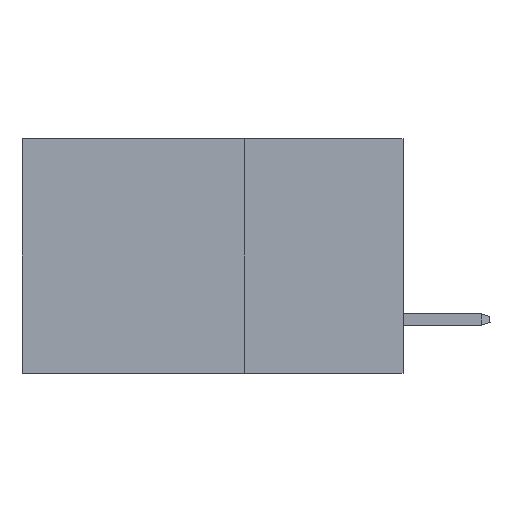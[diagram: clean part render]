
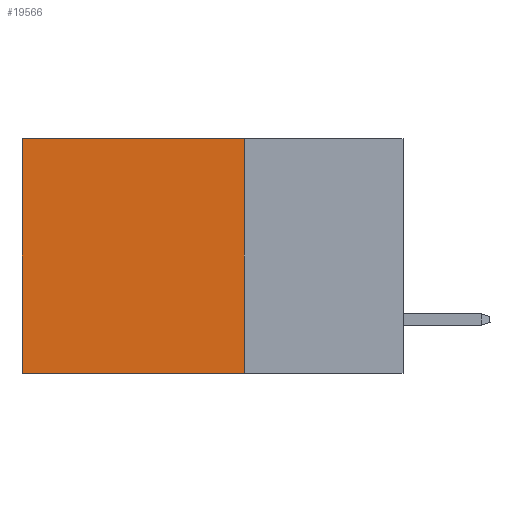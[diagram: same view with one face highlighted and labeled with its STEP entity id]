
A CAD part, left-side view. The second image highlights one B-rep face of the part: STEP entity #19566.
In plain terms, the highlighted planar face has unit normal (-1, 0, 0).
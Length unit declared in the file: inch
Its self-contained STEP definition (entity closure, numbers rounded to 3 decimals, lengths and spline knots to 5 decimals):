
#217 = EDGE_CURVE ( 'NONE', #8568, #18123, #13540, .T. ) ;
#872 = ORIENTED_EDGE ( 'NONE', *, *, #3255, .F. ) ;
#1512 = DIRECTION ( 'NONE',  ( 0., 1., 0. ) ) ;
#2364 = VECTOR ( 'NONE', #20273, 39.37008 ) ;
#2430 = CARTESIAN_POINT ( 'NONE',  ( 0.2875, 0.25, -0.37 ) ) ;
#2996 = EDGE_LOOP ( 'NONE', ( #9210, #872, #6732, #17953 ) ) ;
#3255 = EDGE_CURVE ( 'NONE', #18123, #3868, #7231, .T. ) ;
#3512 = LINE ( 'NONE', #3628, #16027 ) ;
#3628 = CARTESIAN_POINT ( 'NONE',  ( 0.2875, 0.6, 0. ) ) ;
#3748 = CARTESIAN_POINT ( 'NONE',  ( 0.2875, 0.25, 0. ) ) ;
#3868 = VERTEX_POINT ( 'NONE', #18362 ) ;
#3985 = EDGE_CURVE ( 'NONE', #17258, #3868, #3512, .T. ) ;
#6732 = ORIENTED_EDGE ( 'NONE', *, *, #217, .F. ) ;
#6905 = CARTESIAN_POINT ( 'NONE',  ( 0.2875, 0.25, 0. ) ) ;
#7231 = LINE ( 'NONE', #2430, #15680 ) ;
#7549 = CARTESIAN_POINT ( 'NONE',  ( 0.2875, 0.25, 0. ) ) ;
#8180 = CARTESIAN_POINT ( 'NONE',  ( 0.2875, 0.6, 0. ) ) ;
#8225 = PLANE ( 'NONE',  #16888 ) ;
#8568 = VERTEX_POINT ( 'NONE', #6905 ) ;
#9210 = ORIENTED_EDGE ( 'NONE', *, *, #3985, .T. ) ;
#9963 = DIRECTION ( 'NONE',  ( 0., 0., -1. ) ) ;
#9981 = DIRECTION ( 'NONE',  ( 1., 0., 0. ) ) ;
#13074 = FACE_OUTER_BOUND ( 'NONE', #2996, .T. ) ;
#13540 = LINE ( 'NONE', #7549, #2364 ) ;
#13857 = LINE ( 'NONE', #15509, #16128 ) ;
#14843 = CARTESIAN_POINT ( 'NONE',  ( 0.2875, 0.25, -0.37 ) ) ;
#15509 = CARTESIAN_POINT ( 'NONE',  ( 0.2875, 0.25, 0. ) ) ;
#15680 = VECTOR ( 'NONE', #19647, 39.37008 ) ;
#16027 = VECTOR ( 'NONE', #9963, 39.37008 ) ;
#16128 = VECTOR ( 'NONE', #1512, 39.37008 ) ;
#16182 = DIRECTION ( 'NONE',  ( 0., 0., -1. ) ) ;
#16888 = AXIS2_PLACEMENT_3D ( 'NONE', #3748, #9981, #16182 ) ;
#17258 = VERTEX_POINT ( 'NONE', #8180 ) ;
#17953 = ORIENTED_EDGE ( 'NONE', *, *, #20303, .T. ) ;
#18123 = VERTEX_POINT ( 'NONE', #14843 ) ;
#18362 = CARTESIAN_POINT ( 'NONE',  ( 0.2875, 0.6, -0.37 ) ) ;
#19566 = ADVANCED_FACE ( 'NONE', ( #13074 ), #8225, .F. ) ;
#19647 = DIRECTION ( 'NONE',  ( 0., 1., 0. ) ) ;
#20273 = DIRECTION ( 'NONE',  ( 0., 0., -1. ) ) ;
#20303 = EDGE_CURVE ( 'NONE', #8568, #17258, #13857, .T. ) ;
